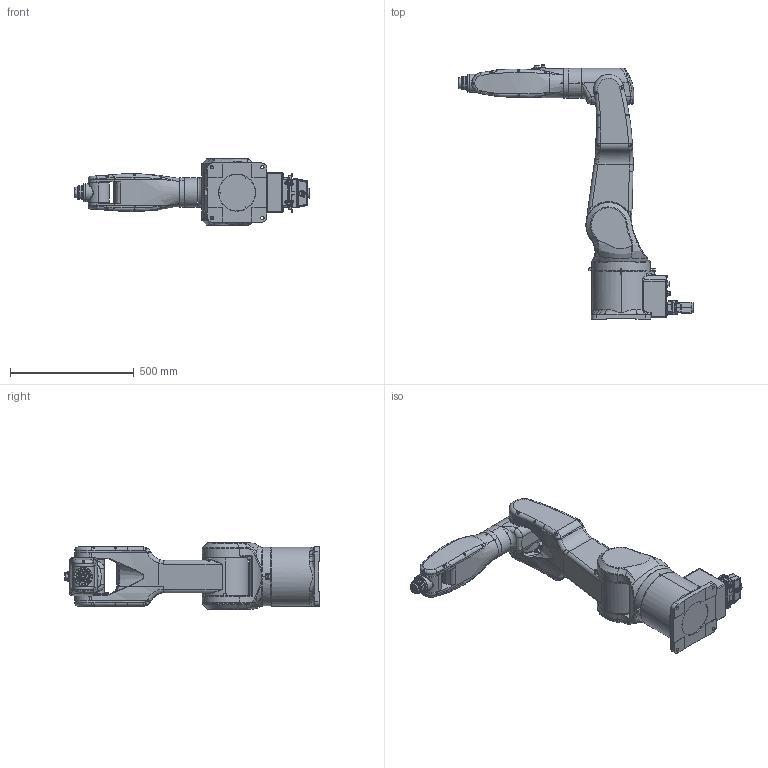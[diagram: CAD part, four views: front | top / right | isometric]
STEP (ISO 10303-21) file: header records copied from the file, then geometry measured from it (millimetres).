
FILE_DESCRIPTION (( 'STEP AP214' ), '1' );
FILE_NAME ('TKB1100潠眢耀倰.STEP', '2023-11-15T07:52:13', ( '' ), ( '' ), 'SwSTEP 2.0', 'SolidWorks 2022', '' );
FILE_SCHEMA (( 'AUTOMOTIVE_DESIGN' ));
Length unit declared in the file: millimetre
Products named in the file (1): TKB1100简易模型
Bounding box: 951.05 x 1029.25 x 270 mm (x, y, z)
Surface area: 1586611.9 mm2 (no closed solid volume)
Topology: 0 solids, 123 shells, 1410 faces, 6256 edges, 4798 vertices
Faces by surface type: cylinder 560, plane 415, bspline 281, torus 99, cone 40, sphere 15
Entity records: 135956 total; most frequent: CARTESIAN_POINT 74027, ORIENTED_EDGE 8796, DIRECTION 8648, EDGE_CURVE 6223, VERTEX_POINT 4798, AXIS2_PLACEMENT_3D 3148, VECTOR 2352, LINE 2352
